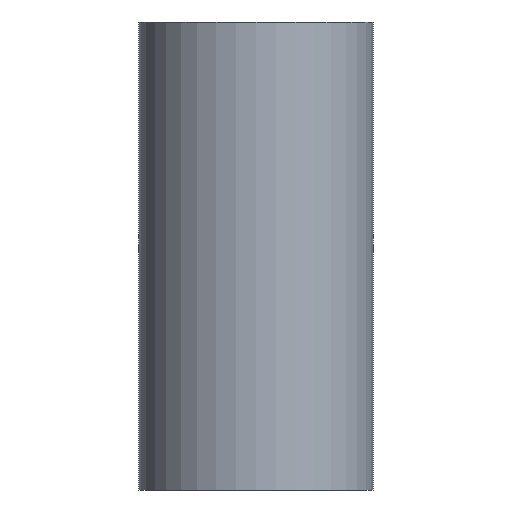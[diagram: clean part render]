
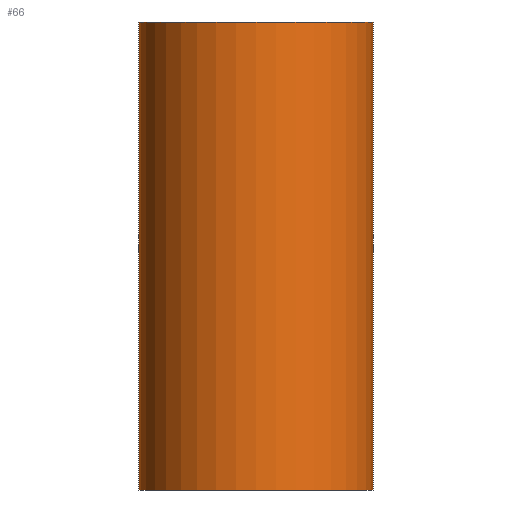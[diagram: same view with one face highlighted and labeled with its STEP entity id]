
A CAD part, front view. The second image highlights one B-rep face of the part: STEP entity #66.
In plain terms, the highlighted cylindrical face has radius 25 mm (diameter 50 mm), a full revolution.
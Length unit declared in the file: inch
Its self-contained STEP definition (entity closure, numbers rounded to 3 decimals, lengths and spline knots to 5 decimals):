
#19=FACE_OUTER_BOUND('',#23,.T.);
#23=EDGE_LOOP('',(#50,#51,#52,#53));
#29=LINE('',#130,#31);
#31=VECTOR('',#112,0.98425);
#34=CIRCLE('',#95,0.98425);
#35=CIRCLE('',#96,0.98425);
#38=VERTEX_POINT('',#127);
#39=VERTEX_POINT('',#129);
#43=EDGE_CURVE('',#38,#38,#34,.T.);
#44=EDGE_CURVE('',#38,#39,#29,.T.);
#45=EDGE_CURVE('',#39,#39,#35,.T.);
#50=ORIENTED_EDGE('',*,*,#43,.F.);
#51=ORIENTED_EDGE('',*,*,#44,.T.);
#52=ORIENTED_EDGE('',*,*,#45,.T.);
#53=ORIENTED_EDGE('',*,*,#44,.F.);
#59=CYLINDRICAL_SURFACE('',#94,0.98425);
#66=ADVANCED_FACE('',(#19),#59,.T.);
#94=AXIS2_PLACEMENT_3D('',#126,#108,#109);
#95=AXIS2_PLACEMENT_3D('',#128,#110,#111);
#96=AXIS2_PLACEMENT_3D('',#131,#113,#114);
#108=DIRECTION('center_axis',(0.,0.,1.));
#109=DIRECTION('ref_axis',(1.,0.,0.));
#110=DIRECTION('center_axis',(0.,0.,1.));
#111=DIRECTION('ref_axis',(1.,0.,0.));
#112=DIRECTION('',(0.,0.,-1.));
#113=DIRECTION('center_axis',(0.,0.,1.));
#114=DIRECTION('ref_axis',(1.,0.,0.));
#126=CARTESIAN_POINT('Origin',(0.98425,0.,1.29921));
#127=CARTESIAN_POINT('',(0.,0.,5.23622));
#128=CARTESIAN_POINT('Origin',(0.98425,0.,5.23622));
#129=CARTESIAN_POINT('',(0.,0.,1.29921));
#130=CARTESIAN_POINT('',(0.,0.,1.29921));
#131=CARTESIAN_POINT('Origin',(0.98425,0.,1.29921));
